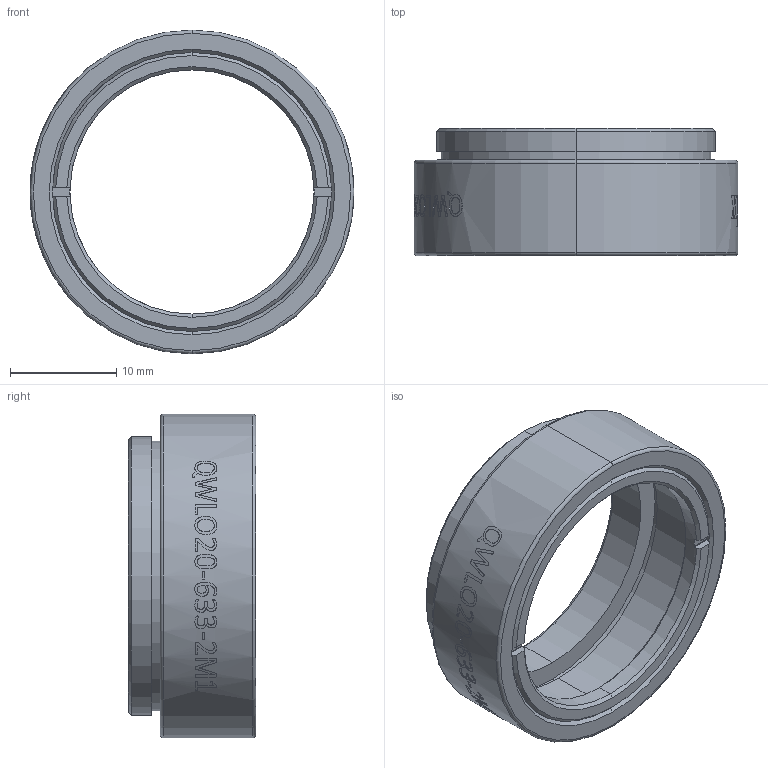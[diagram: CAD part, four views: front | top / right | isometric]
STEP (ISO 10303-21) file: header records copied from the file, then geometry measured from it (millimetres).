
FILE_DESCRIPTION (( 'STEP AP203' ), '1' );
FILE_NAME ('QWLO20-633-2M1.STEP', '2025-08-27T02:29:13', ( '' ), ( '' ), 'SwSTEP 2.0', 'SolidWorks 2020', '' );
FILE_SCHEMA (( 'CONFIG_CONTROL_DESIGN' ));
Length unit declared in the file: millimetre
Products named in the file (1): QWLO20-633-2M1
Bounding box: 30.5 x 12 x 30.5 mm (x, y, z)
Volume: 2295.5 mm3; surface area: 3277.8 mm2
Topology: 2 solids, 2 shells, 435 faces, 1184 edges, 784 vertices
Faces by surface type: bspline 296, plane 71, cylinder 48, cone 14, torus 6
Entity records: 30087 total; most frequent: CARTESIAN_POINT 21630, ORIENTED_EDGE 2368, EDGE_CURVE 1184, B_SPLINE_CURVE_WITH_KNOTS 945, VERTEX_POINT 784, DIRECTION 665, EDGE_LOOP 470, ADVANCED_FACE 435
